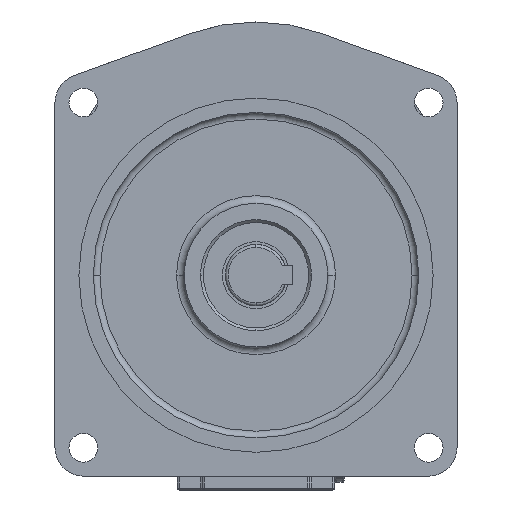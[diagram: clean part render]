
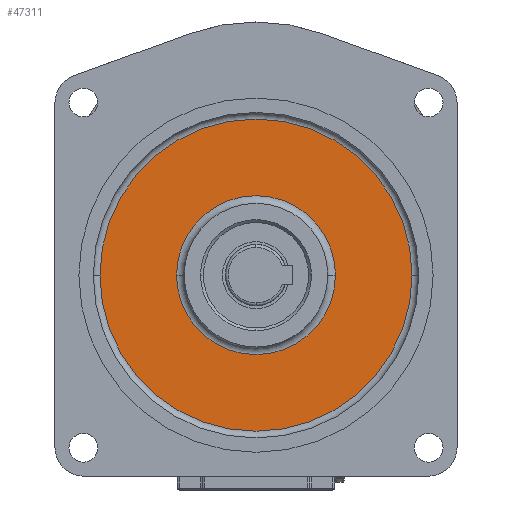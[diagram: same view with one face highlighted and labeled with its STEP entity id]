
A CAD part, front view. The second image highlights one B-rep face of the part: STEP entity #47311.
In plain terms, the highlighted planar face has unit normal (0, -1, 0).
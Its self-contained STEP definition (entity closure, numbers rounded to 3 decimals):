
#470 = CIRCLE ( 'NONE', #32862, 81.5 ) ;
#1438 = CARTESIAN_POINT ( 'NONE',  ( -41.5, -8., -30.166 ) ) ;
#2219 = CARTESIAN_POINT ( 'NONE',  ( 0., -8., -30.2 ) ) ;
#3221 = FACE_BOUND ( 'NONE', #54976, .T. ) ;
#3791 = CARTESIAN_POINT ( 'NONE',  ( 0., -8., 0. ) ) ;
#5989 = AXIS2_PLACEMENT_3D ( 'NONE', #17724, #48459, #52240 ) ;
#6631 = EDGE_CURVE ( 'NONE', #16397, #22083, #55370, .T. ) ;
#8030 = CIRCLE ( 'NONE', #12661, 81.5 ) ;
#8754 = CIRCLE ( 'NONE', #5989, 41.5 ) ;
#9800 = DIRECTION ( 'NONE',  ( 0., -1., 0. ) ) ;
#12213 = DIRECTION ( 'NONE',  ( 0., -1., 0. ) ) ;
#12523 = ORIENTED_EDGE ( 'NONE', *, *, #50248, .F. ) ;
#12525 = DIRECTION ( 'NONE',  ( 1., 0., -0.006 ) ) ;
#12661 = AXIS2_PLACEMENT_3D ( 'NONE', #26128, #30480, #12525 ) ;
#14436 = DIRECTION ( 'NONE',  ( -1., 0., 0.006 ) ) ;
#14590 = CARTESIAN_POINT ( 'NONE',  ( 81.5, -8., -30.2 ) ) ;
#16397 = VERTEX_POINT ( 'NONE', #1438 ) ;
#17724 = CARTESIAN_POINT ( 'NONE',  ( 0., -8., -30.2 ) ) ;
#22083 = VERTEX_POINT ( 'NONE', #43384 ) ;
#24963 = DIRECTION ( 'NONE',  ( -1., 0., -0.013 ) ) ;
#25811 = FACE_OUTER_BOUND ( 'NONE', #31038, .T. ) ;
#26128 = CARTESIAN_POINT ( 'NONE',  ( 0., -8., -30.2 ) ) ;
#30480 = DIRECTION ( 'NONE',  ( 0., -1., 0. ) ) ;
#31038 = EDGE_LOOP ( 'NONE', ( #31622, #46425 ) ) ;
#31622 = ORIENTED_EDGE ( 'NONE', *, *, #35685, .T. ) ;
#32862 = AXIS2_PLACEMENT_3D ( 'NONE', #2219, #9800, #14436 ) ;
#33998 = VERTEX_POINT ( 'NONE', #14590 ) ;
#35685 = EDGE_CURVE ( 'NONE', #33998, #41692, #470, .T. ) ;
#37163 = CARTESIAN_POINT ( 'NONE',  ( 0., -8., -30.2 ) ) ;
#39056 = AXIS2_PLACEMENT_3D ( 'NONE', #3791, #12213, #56855 ) ;
#39365 = CARTESIAN_POINT ( 'NONE',  ( -81.5, -8., -30.2 ) ) ;
#39834 = EDGE_CURVE ( 'NONE', #41692, #33998, #8030, .T. ) ;
#40573 = ORIENTED_EDGE ( 'NONE', *, *, #6631, .F. ) ;
#41692 = VERTEX_POINT ( 'NONE', #39365 ) ;
#43341 = AXIS2_PLACEMENT_3D ( 'NONE', #37163, #51068, #24963 ) ;
#43384 = CARTESIAN_POINT ( 'NONE',  ( 41.5, -8., -30.234 ) ) ;
#43521 = PLANE ( 'NONE',  #39056 ) ;
#46425 = ORIENTED_EDGE ( 'NONE', *, *, #39834, .T. ) ;
#47311 = ADVANCED_FACE ( 'NONE', ( #25811, #3221 ), #43521, .T. ) ;
#48459 = DIRECTION ( 'NONE',  ( 0., -1., 0. ) ) ;
#50248 = EDGE_CURVE ( 'NONE', #22083, #16397, #8754, .T. ) ;
#51068 = DIRECTION ( 'NONE',  ( 0., -1., 0. ) ) ;
#52240 = DIRECTION ( 'NONE',  ( 1., 0., 0.013 ) ) ;
#54976 = EDGE_LOOP ( 'NONE', ( #40573, #12523 ) ) ;
#55370 = CIRCLE ( 'NONE', #43341, 41.5 ) ;
#56855 = DIRECTION ( 'NONE',  ( 0., 0., -1. ) ) ;
